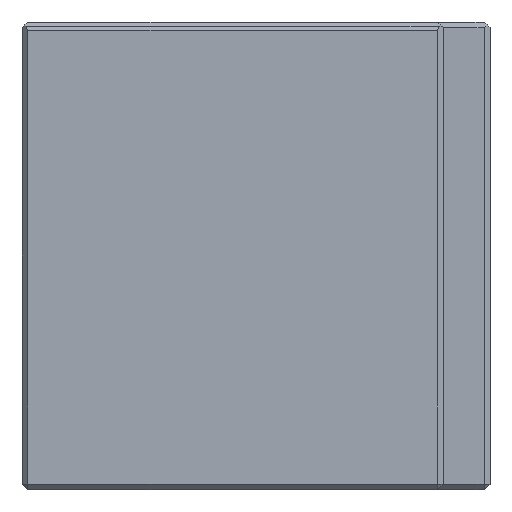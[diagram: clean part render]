
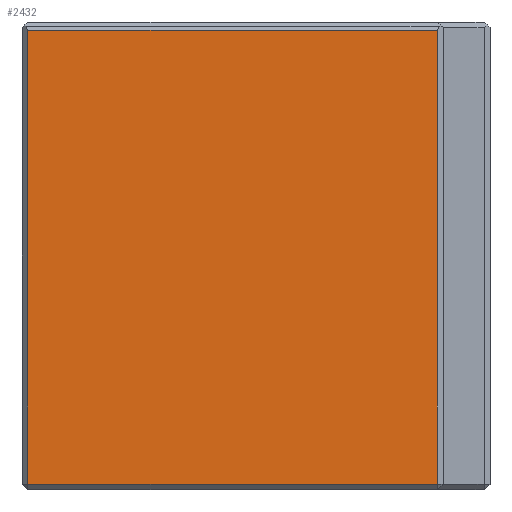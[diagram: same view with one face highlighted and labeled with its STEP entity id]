
A CAD part, left-side view. The second image highlights one B-rep face of the part: STEP entity #2432.
In plain terms, the highlighted planar face has unit normal (-1, 0, 0).
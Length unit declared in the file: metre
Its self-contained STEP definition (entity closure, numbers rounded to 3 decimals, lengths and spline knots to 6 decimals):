
#258=ORIENTED_EDGE('',*,*,#878,.T.);
#259=ORIENTED_EDGE('',*,*,#879,.T.);
#260=ORIENTED_EDGE('',*,*,#880,.T.);
#261=ORIENTED_EDGE('',*,*,#881,.T.);
#878=EDGE_CURVE('',#1181,#1182,#1417,.T.);
#879=EDGE_CURVE('',#1182,#1183,#1418,.T.);
#880=EDGE_CURVE('',#1183,#1184,#1419,.T.);
#881=EDGE_CURVE('',#1184,#1181,#1420,.T.);
#1181=VERTEX_POINT('',#3663);
#1182=VERTEX_POINT('',#3664);
#1183=VERTEX_POINT('',#3666);
#1184=VERTEX_POINT('',#3668);
#1417=LINE('',#3662,#1727);
#1418=LINE('',#3665,#1728);
#1419=LINE('',#3667,#1729);
#1420=LINE('',#3669,#1730);
#1727=VECTOR('',#2967,1.);
#1728=VECTOR('',#2968,1.);
#1729=VECTOR('',#2969,1.);
#1730=VECTOR('',#2970,1.);
#1966=EDGE_LOOP('',(#258,#259,#260,#261));
#2134=FACE_BOUND('',#1966,.T.);
#2298=PLANE('',#2606);
#2432=ADVANCED_FACE('',(#2134),#2298,.T.);
#2606=AXIS2_PLACEMENT_3D('',#3661,#2965,#2966);
#2965=DIRECTION('',(-1.,0.,0.));
#2966=DIRECTION('',(0.,1.,0.));
#2967=DIRECTION('',(0.,1.,0.));
#2968=DIRECTION('',(0.,0.,-1.));
#2969=DIRECTION('',(0.,-1.,0.));
#2970=DIRECTION('',(0.,0.,1.));
#3661=CARTESIAN_POINT('',(-0.01,0.001508,0.));
#3662=CARTESIAN_POINT('',(-0.01,0.001508,0.019646));
#3663=CARTESIAN_POINT('',(-0.01,-0.007242,0.019646));
#3664=CARTESIAN_POINT('',(-0.01,0.010258,0.019646));
#3665=CARTESIAN_POINT('',(-0.01,0.010258,0.));
#3666=CARTESIAN_POINT('',(-0.01,0.010258,0.00025));
#3667=CARTESIAN_POINT('',(-0.01,0.001508,0.00025));
#3668=CARTESIAN_POINT('',(-0.01,-0.007242,0.00025));
#3669=CARTESIAN_POINT('',(-0.01,-0.007242,0.01975));
